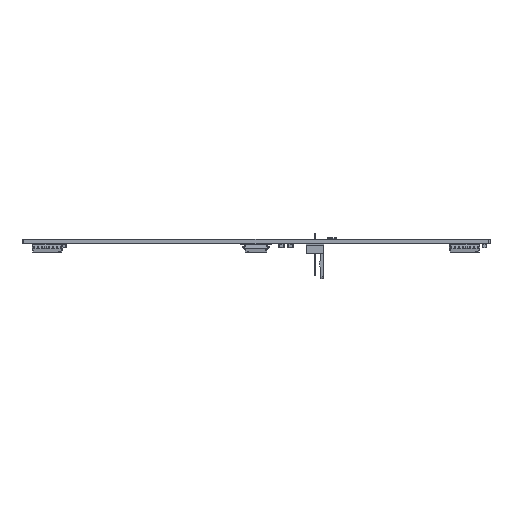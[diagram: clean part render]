
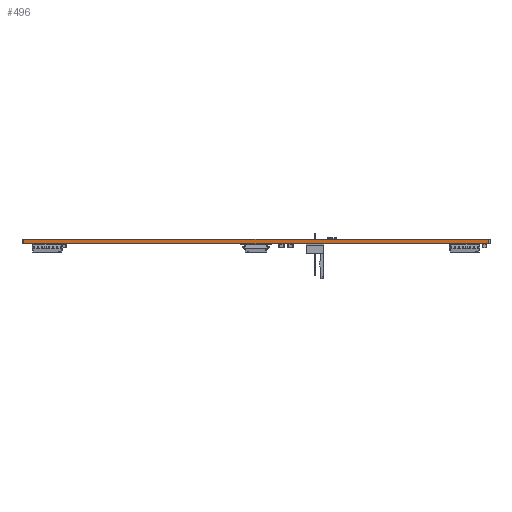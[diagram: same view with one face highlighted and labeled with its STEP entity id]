
A CAD part, front view. The second image highlights one B-rep face of the part: STEP entity #496.
In plain terms, the highlighted planar face has unit normal (0, -1, 0).
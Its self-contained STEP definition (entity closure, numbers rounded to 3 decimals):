
#436 = VERTEX_POINT('',#437);
#437 = CARTESIAN_POINT('',(17.812,-176.53,-1.6));
#444 = EDGE_CURVE('',#445,#436,#447,.T.);
#445 = VERTEX_POINT('',#446);
#446 = CARTESIAN_POINT('',(17.812,-176.53,0.));
#447 = LINE('',#448,#449);
#448 = CARTESIAN_POINT('',(17.812,-176.53,0.));
#449 = VECTOR('',#450,1.);
#450 = DIRECTION('',(0.,0.,-1.));
#496 = ADVANCED_FACE('',(#497),#522,.T.);
#497 = FACE_BOUND('',#498,.T.);
#498 = EDGE_LOOP('',(#499,#500,#508,#516));
#499 = ORIENTED_EDGE('',*,*,#444,.T.);
#500 = ORIENTED_EDGE('',*,*,#501,.T.);
#501 = EDGE_CURVE('',#436,#502,#504,.T.);
#502 = VERTEX_POINT('',#503);
#503 = CARTESIAN_POINT('',(174.974,-176.53,-1.6));
#504 = LINE('',#505,#506);
#505 = CARTESIAN_POINT('',(17.812,-176.53,-1.6));
#506 = VECTOR('',#507,1.);
#507 = DIRECTION('',(1.,0.,0.));
#508 = ORIENTED_EDGE('',*,*,#509,.F.);
#509 = EDGE_CURVE('',#510,#502,#512,.T.);
#510 = VERTEX_POINT('',#511);
#511 = CARTESIAN_POINT('',(174.974,-176.53,0.));
#512 = LINE('',#513,#514);
#513 = CARTESIAN_POINT('',(174.974,-176.53,0.));
#514 = VECTOR('',#515,1.);
#515 = DIRECTION('',(0.,0.,-1.));
#516 = ORIENTED_EDGE('',*,*,#517,.F.);
#517 = EDGE_CURVE('',#445,#510,#518,.T.);
#518 = LINE('',#519,#520);
#519 = CARTESIAN_POINT('',(17.812,-176.53,0.));
#520 = VECTOR('',#521,1.);
#521 = DIRECTION('',(1.,0.,0.));
#522 = PLANE('',#523);
#523 = AXIS2_PLACEMENT_3D('',#524,#525,#526);
#524 = CARTESIAN_POINT('',(17.812,-176.53,0.));
#525 = DIRECTION('',(0.,-1.,0.));
#526 = DIRECTION('',(1.,0.,0.));
